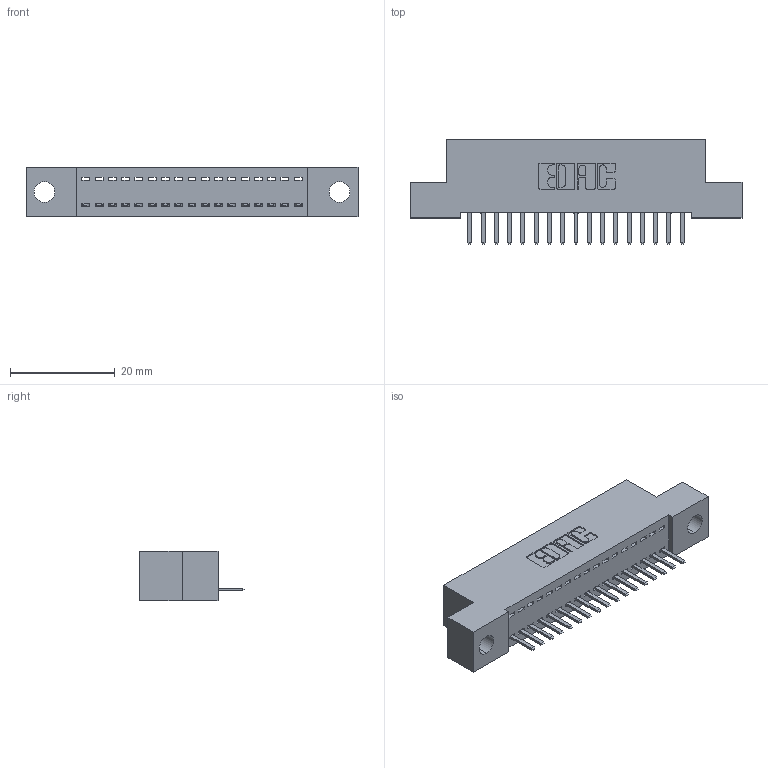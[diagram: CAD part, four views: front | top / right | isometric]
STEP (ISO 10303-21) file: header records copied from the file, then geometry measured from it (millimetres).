
FILE_DESCRIPTION (( 'STEP AP203' ), '1' );
FILE_NAME ('342-017-520-104.STEP', '2018-08-10T20:28:20', ( '' ), ( '' ), 'SwSTEP 2.0', 'SolidWorks 2016', '' );
FILE_SCHEMA (( 'CONFIG_CONTROL_DESIGN' ));
Length unit declared in the file: inch
Products named in the file (3): 342 Part_.156 TH; 345-292-001_345-293-120; 342-017-520-104
Assembly tree (18 placements, depth 2):
  342-017-520-104
    342 Part_.156 TH
    345-292-001_345-293-120  x17
Bounding box: 63.5 x 20.02 x 9.4 mm (x, y, z)
Volume: 5339.7 mm3; surface area: 7036.7 mm2
Topology: 18 solids, 18 shells, 1164 faces, 3427 edges, 2238 vertices
Faces by surface type: plane 814, cylinder 350
Entity records: 13611 total; most frequent: CARTESIAN_POINT 2369, ORIENTED_EDGE 2310, DIRECTION 2037, EDGE_CURVE 1155, LINE 1023, VECTOR 1023, VERTEX_POINT 766, AXIS2_PLACEMENT_3D 507
